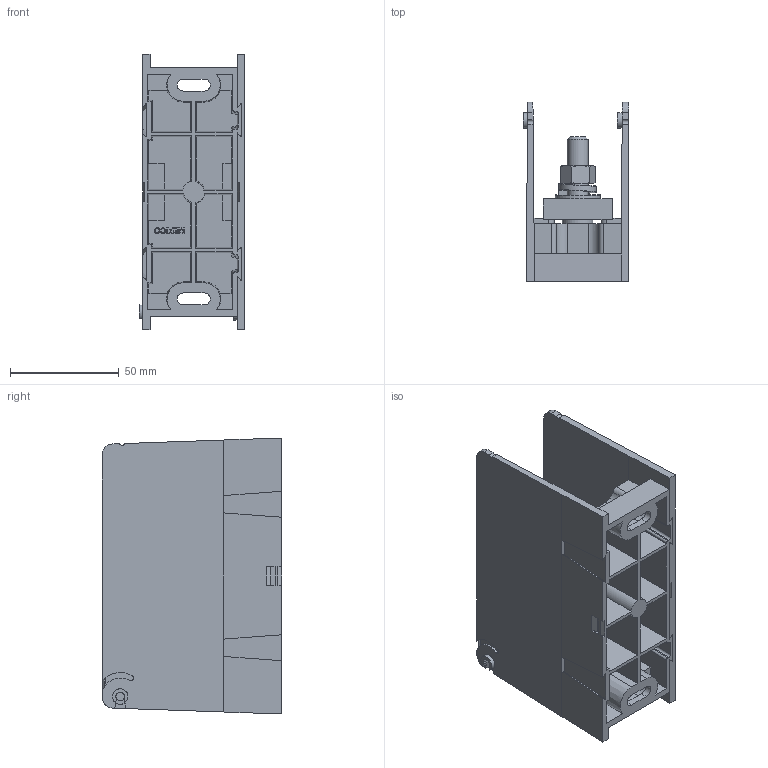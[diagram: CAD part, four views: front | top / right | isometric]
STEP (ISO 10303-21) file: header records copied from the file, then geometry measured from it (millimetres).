
FILE_DESCRIPTION (( 'STEP AP214' ), '1' );
FILE_NAME ('702023rev-1P.STEP', '2013-12-11T18:58:14', ( '' ), ( '' ), 'SwSTEP 2.0', 'SolidWorks 2013', '' );
FILE_SCHEMA (( 'AUTOMOTIVE_DESIGN' ));
Length unit declared in the file: inch
Products named in the file (13): 702023rev-1P_1_4; 702023rev-1P_1; 702023rev-1P_1_6; 702023rev-1P_1_9; 702023rev-1P_1_11; 702023rev-1P_1_2; 702023rev-1P_1_7; 702023rev-1P_1_12; 702023rev-1P_1_3; 702023rev-1P_1_10; 702023rev-1P_1_5; 702023rev-1P_1_8; 702023rev-1P
Assembly tree (12 placements, depth 2):
  702023rev-1P
    702023rev-1P_1_8
    702023rev-1P_1_5
    702023rev-1P_1_10
    702023rev-1P_1_3
    702023rev-1P_1_12
    702023rev-1P_1_7
    702023rev-1P_1_2
    702023rev-1P_1_11
    702023rev-1P_1_9
    702023rev-1P_1_6
    702023rev-1P_1
    702023rev-1P_1_4
Bounding box: 48.6 x 82.55 x 127.01 mm (x, y, z)
Surface area: 90651.6 mm2 (no closed solid volume)
Topology: 0 solids, 12 shells, 479 faces, 1296 edges, 849 vertices
Faces by surface type: plane 283, cylinder 114, cone 43, bspline 39
Full cylindrical faces by diameter (mm): 4.064 x1, 4.928 x1, 6.909 x1, 7.112 x1, 9.525 x2, 9.576 x4, 10.312 x2, 10.795 x1, 14.097 x2, 20.625 x2
Entity records: 37370 total; most frequent: CARTESIAN_POINT 20012, ORIENTED_EDGE 2378, DIRECTION 1977, EDGE_CURVE 1220, VERTEX_POINT 821, LINE 747, VECTOR 747, AXIS2_PLACEMENT_3D 615
